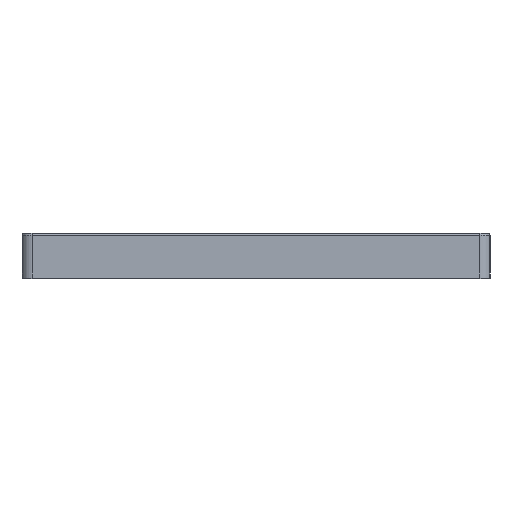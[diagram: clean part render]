
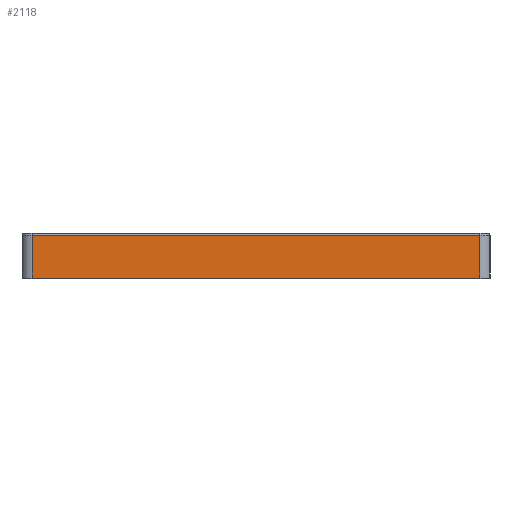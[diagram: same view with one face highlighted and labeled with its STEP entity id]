
A CAD part, left-side view. The second image highlights one B-rep face of the part: STEP entity #2118.
In plain terms, the highlighted planar face has unit normal (-1, 0, 0).
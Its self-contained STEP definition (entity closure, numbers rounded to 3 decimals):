
#61=PLANE('',#2281);
#90=LINE('',#3339,#250);
#94=LINE('',#3352,#254);
#95=LINE('',#3354,#255);
#96=LINE('',#3355,#256);
#250=VECTOR('',#2596,10.);
#254=VECTOR('',#2612,10.);
#255=VECTOR('',#2613,10.);
#256=VECTOR('',#2614,10.);
#488=FACE_OUTER_BOUND('',#620,.T.);
#620=EDGE_LOOP('',(#1484,#1485,#1486,#1487));
#932=VERTEX_POINT('',#3331);
#934=VERTEX_POINT('',#3337);
#937=VERTEX_POINT('',#3351);
#938=VERTEX_POINT('',#3353);
#1147=EDGE_CURVE('',#934,#932,#90,.T.);
#1154=EDGE_CURVE('',#937,#934,#94,.T.);
#1155=EDGE_CURVE('',#938,#937,#95,.T.);
#1156=EDGE_CURVE('',#932,#938,#96,.T.);
#1484=ORIENTED_EDGE('',*,*,#1147,.F.);
#1485=ORIENTED_EDGE('',*,*,#1154,.F.);
#1486=ORIENTED_EDGE('',*,*,#1155,.F.);
#1487=ORIENTED_EDGE('',*,*,#1156,.F.);
#2118=ADVANCED_FACE('',(#488),#61,.T.);
#2281=AXIS2_PLACEMENT_3D('',#3350,#2610,#2611);
#2596=DIRECTION('',(0.,1.,0.));
#2610=DIRECTION('center_axis',(-1.,0.,0.));
#2611=DIRECTION('ref_axis',(0.,-1.,0.));
#2612=DIRECTION('',(0.,0.,-1.));
#2613=DIRECTION('',(0.,-1.,0.));
#2614=DIRECTION('',(0.,0.,1.));
#3331=CARTESIAN_POINT('',(-4.5,6.,-1.5));
#3337=CARTESIAN_POINT('',(-4.5,-101.25,-1.5));
#3339=CARTESIAN_POINT('',(-4.5,-19.563,-1.5));
#3350=CARTESIAN_POINT('Origin',(-4.5,8.5,1.5));
#3351=CARTESIAN_POINT('',(-4.5,-101.25,8.8));
#3352=CARTESIAN_POINT('',(-4.5,-101.25,1.5));
#3353=CARTESIAN_POINT('',(-4.5,6.,8.8));
#3354=CARTESIAN_POINT('',(-4.5,-19.563,8.8));
#3355=CARTESIAN_POINT('',(-4.5,6.,1.5));
